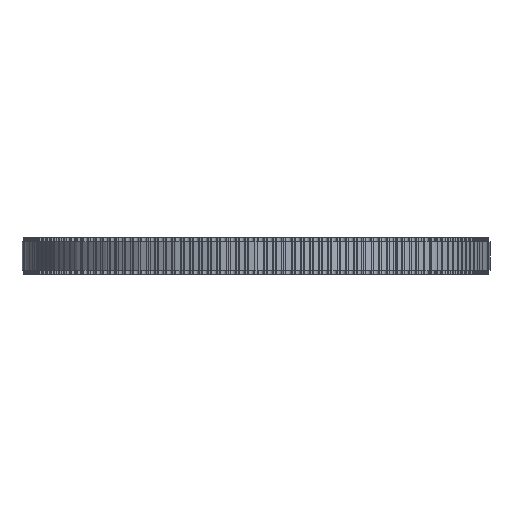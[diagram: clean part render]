
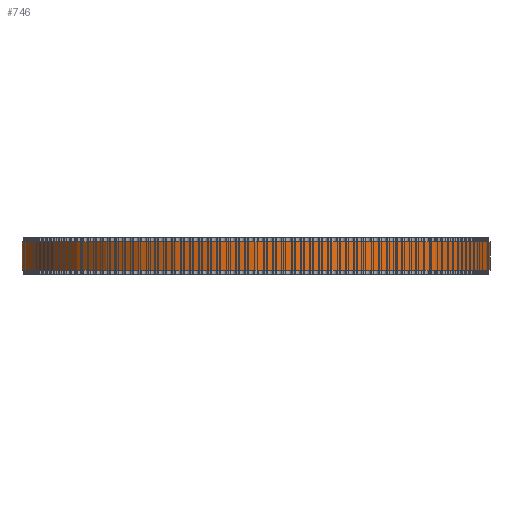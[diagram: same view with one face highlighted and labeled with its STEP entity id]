
A CAD part, front view. The second image highlights one B-rep face of the part: STEP entity #746.
In plain terms, the highlighted cylindrical face has radius 49.656 mm (diameter 99.313 mm), a full revolution.
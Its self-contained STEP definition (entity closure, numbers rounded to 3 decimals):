
#97=FACE_BOUND('',#2624,.T.);
#98=FACE_BOUND('',#2625,.T.);
#746=ADVANCED_FACE('',(#97,#98),#1371,.T.);
#1371=CYLINDRICAL_SURFACE('',#13871,49.656);
#2624=EDGE_LOOP('',(#7618));
#2625=EDGE_LOOP('',(#7619));
#7618=ORIENTED_EDGE('',*,*,#10742,.T.);
#7619=ORIENTED_EDGE('',*,*,#10743,.T.);
#8868=VERTEX_POINT('',#22000);
#8869=VERTEX_POINT('',#22002);
#10742=EDGE_CURVE('',#8868,#8868,#11992,.T.);
#10743=EDGE_CURVE('',#8869,#8869,#11993,.T.);
#11992=CIRCLE('',#13869,49.656);
#11993=CIRCLE('',#13870,49.656);
#13869=AXIS2_PLACEMENT_3D('',#21999,#18246,#18247);
#13870=AXIS2_PLACEMENT_3D('',#22001,#18248,#18249);
#13871=AXIS2_PLACEMENT_3D('',#22003,#18250,#18251);
#18246=DIRECTION('',(0.,0.,1.));
#18247=DIRECTION('',(1.,0.,0.));
#18248=DIRECTION('',(0.,0.,-1.));
#18249=DIRECTION('',(1.,0.,0.));
#18250=DIRECTION('',(0.,0.,1.));
#18251=DIRECTION('',(1.,0.,0.));
#21999=CARTESIAN_POINT('',(0.,0.,1.));
#22000=CARTESIAN_POINT('',(49.656,0.,1.));
#22001=CARTESIAN_POINT('',(0.,0.,7.));
#22002=CARTESIAN_POINT('',(49.656,0.,7.));
#22003=CARTESIAN_POINT('',(0.,0.,1.));
